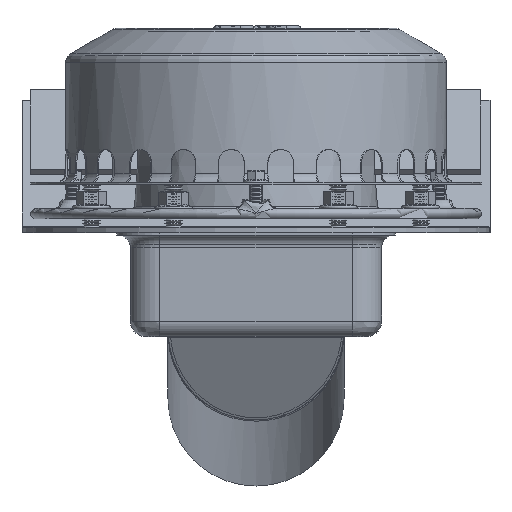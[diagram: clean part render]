
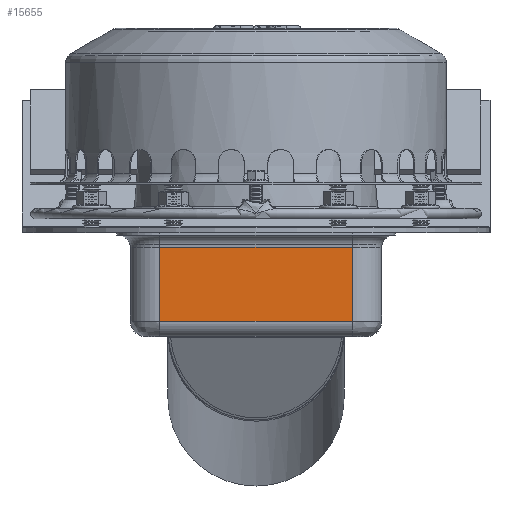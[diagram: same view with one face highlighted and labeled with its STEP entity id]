
A CAD part, left-side view. The second image highlights one B-rep face of the part: STEP entity #15655.
In plain terms, the highlighted planar face has unit normal (-1, 0, 0).
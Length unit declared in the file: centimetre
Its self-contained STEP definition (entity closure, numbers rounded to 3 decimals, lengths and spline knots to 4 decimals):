
#1295=PLANE('',#17025);
#1821=FACE_OUTER_BOUND('',#2825,.T.);
#2825=EDGE_LOOP('',(#11599,#11600,#11601,#11602));
#3876=LINE('',#24625,#4772);
#3932=LINE('',#24959,#4828);
#3933=LINE('',#24960,#4829);
#3934=LINE('',#24961,#4830);
#4772=VECTOR('',#19782,1.);
#4828=VECTOR('',#20046,1.);
#4829=VECTOR('',#20047,1.);
#4830=VECTOR('',#20048,1.);
#6709=VERTEX_POINT('',#24623);
#6710=VERTEX_POINT('',#24624);
#6787=VERTEX_POINT('',#24957);
#6788=VERTEX_POINT('',#24958);
#8421=EDGE_CURVE('',#6709,#6710,#3876,.T.);
#8545=EDGE_CURVE('',#6787,#6788,#3932,.T.);
#8546=EDGE_CURVE('',#6709,#6788,#3933,.T.);
#8547=EDGE_CURVE('',#6710,#6787,#3934,.T.);
#11599=ORIENTED_EDGE('',*,*,#8545,.T.);
#11600=ORIENTED_EDGE('',*,*,#8546,.F.);
#11601=ORIENTED_EDGE('',*,*,#8421,.T.);
#11602=ORIENTED_EDGE('',*,*,#8547,.T.);
#15655=ADVANCED_FACE('',(#1821),#1295,.T.);
#17025=AXIS2_PLACEMENT_3D('',#24956,#20044,#20045);
#19782=DIRECTION('',(0.,1.,0.));
#20044=DIRECTION('center_axis',(-1.,0.,0.));
#20045=DIRECTION('ref_axis',(0.,0.,1.));
#20046=DIRECTION('',(0.,-1.,0.));
#20047=DIRECTION('',(0.,0.,-1.));
#20048=DIRECTION('',(0.,0.,-1.));
#24623=CARTESIAN_POINT('',(1260.5488,368.6941,90.3799));
#24624=CARTESIAN_POINT('',(1260.5488,479.6941,90.3799));
#24625=CARTESIAN_POINT('',(1260.5488,424.1941,90.3799));
#24956=CARTESIAN_POINT('Origin',(1260.5488,424.1941,83.3716));
#24957=CARTESIAN_POINT('',(1260.5488,479.6941,47.8799));
#24958=CARTESIAN_POINT('',(1260.5488,368.6941,47.8799));
#24959=CARTESIAN_POINT('',(1260.5488,405.6941,47.8799));
#24960=CARTESIAN_POINT('',(1260.5488,368.6941,90.3799));
#24961=CARTESIAN_POINT('',(1260.5488,479.6941,90.3799));
